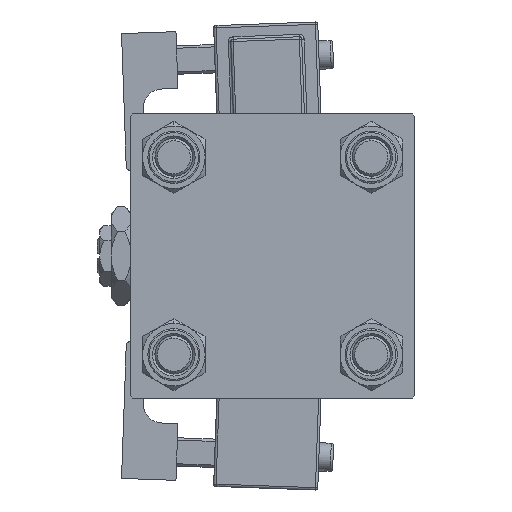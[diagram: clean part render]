
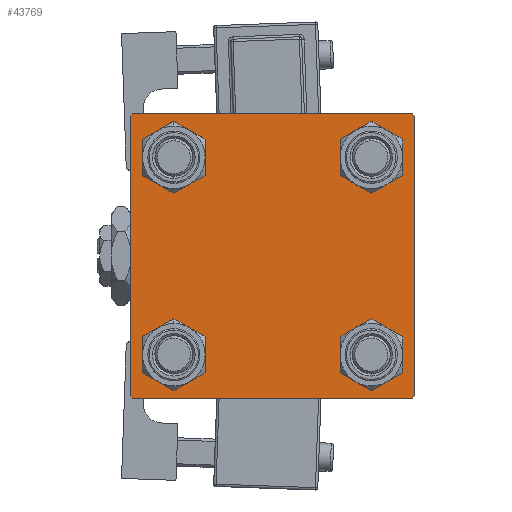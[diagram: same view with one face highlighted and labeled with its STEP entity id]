
A CAD part, left-side view. The second image highlights one B-rep face of the part: STEP entity #43769.
In plain terms, the highlighted planar face has unit normal (-1, 0, 0).
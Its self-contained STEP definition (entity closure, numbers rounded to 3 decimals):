
#45 = EDGE_CURVE ( 'NONE', #4365, #19213, #2593, .T. ) ;
#360 = CARTESIAN_POINT ( 'NONE',  ( 0., -20.85, -16.35 ) ) ;
#1052 = DIRECTION ( 'NONE',  ( 1., 0., 0. ) ) ;
#1110 = VECTOR ( 'NONE', #2678, 1000. ) ;
#1144 = DIRECTION ( 'NONE',  ( 0., 0., 1. ) ) ;
#1190 = AXIS2_PLACEMENT_3D ( 'NONE', #14084, #31020, #5748 ) ;
#1498 = VERTEX_POINT ( 'NONE', #360 ) ;
#2593 = CIRCLE ( 'NONE', #22098, 4.5 ) ;
#2666 = CARTESIAN_POINT ( 'NONE',  ( 0., 20.85, 20.85 ) ) ;
#2678 = DIRECTION ( 'NONE',  ( 0., 0.707, 0.707 ) ) ;
#2713 = ORIENTED_EDGE ( 'NONE', *, *, #5579, .T. ) ;
#3175 = FACE_BOUND ( 'NONE', #29098, .T. ) ;
#3524 = DIRECTION ( 'NONE',  ( 0., 0., -1. ) ) ;
#3651 = DIRECTION ( 'NONE',  ( 0., 0.707, -0.707 ) ) ;
#3731 = DIRECTION ( 'NONE',  ( 0., 0., 1. ) ) ;
#4180 = VERTEX_POINT ( 'NONE', #16898 ) ;
#4199 = VERTEX_POINT ( 'NONE', #42439 ) ;
#4200 = LINE ( 'NONE', #42524, #53557 ) ;
#4365 = VERTEX_POINT ( 'NONE', #7891 ) ;
#4434 = CARTESIAN_POINT ( 'NONE',  ( 0., -29.5, -30. ) ) ;
#4478 = CARTESIAN_POINT ( 'NONE',  ( 0., 20.85, 16.35 ) ) ;
#4558 = CARTESIAN_POINT ( 'NONE',  ( 0., 29.5, 30. ) ) ;
#4749 = VERTEX_POINT ( 'NONE', #4478 ) ;
#5579 = EDGE_CURVE ( 'NONE', #31061, #23769, #19710, .T. ) ;
#5694 = CARTESIAN_POINT ( 'NONE',  ( 0., 30., -30. ) ) ;
#5748 = DIRECTION ( 'NONE',  ( 0., 0., 1. ) ) ;
#5781 = EDGE_CURVE ( 'NONE', #37346, #48388, #20562, .T. ) ;
#6452 = DIRECTION ( 'NONE',  ( 0., 0., 1. ) ) ;
#6575 = VERTEX_POINT ( 'NONE', #4558 ) ;
#6901 = EDGE_LOOP ( 'NONE', ( #9272, #20302 ) ) ;
#7042 = VERTEX_POINT ( 'NONE', #45789 ) ;
#7891 = CARTESIAN_POINT ( 'NONE',  ( 0., 20.85, -25.35 ) ) ;
#8703 = CIRCLE ( 'NONE', #42372, 4.5 ) ;
#9272 = ORIENTED_EDGE ( 'NONE', *, *, #47787, .T. ) ;
#9372 = AXIS2_PLACEMENT_3D ( 'NONE', #43347, #21168, #1144 ) ;
#9391 = EDGE_LOOP ( 'NONE', ( #52605, #10616 ) ) ;
#9668 = DIRECTION ( 'NONE',  ( 0., 0., 1. ) ) ;
#9881 = DIRECTION ( 'NONE',  ( 0., -0.707, 0.707 ) ) ;
#10616 = ORIENTED_EDGE ( 'NONE', *, *, #42809, .T. ) ;
#10735 = EDGE_CURVE ( 'NONE', #6575, #31061, #4200, .T. ) ;
#11173 = EDGE_CURVE ( 'NONE', #35425, #4199, #17653, .T. ) ;
#11287 = DIRECTION ( 'NONE',  ( 1., 0., 0. ) ) ;
#11567 = DIRECTION ( 'NONE',  ( 0., 0., 1. ) ) ;
#12201 = CARTESIAN_POINT ( 'NONE',  ( 0., -29.5, 30. ) ) ;
#12230 = CARTESIAN_POINT ( 'NONE',  ( 0., -20.85, 16.35 ) ) ;
#12349 = VECTOR ( 'NONE', #3524, 1000. ) ;
#12851 = VECTOR ( 'NONE', #9881, 1000. ) ;
#12976 = CARTESIAN_POINT ( 'NONE',  ( 0., -30., 30. ) ) ;
#14084 = CARTESIAN_POINT ( 'NONE',  ( 0., 20.85, 20.85 ) ) ;
#14481 = EDGE_CURVE ( 'NONE', #6575, #28334, #42093, .T. ) ;
#14622 = ORIENTED_EDGE ( 'NONE', *, *, #5781, .T. ) ;
#15408 = FACE_BOUND ( 'NONE', #44336, .T. ) ;
#16231 = DIRECTION ( 'NONE',  ( -1., 0., 0. ) ) ;
#16244 = LINE ( 'NONE', #33180, #37891 ) ;
#16383 = CARTESIAN_POINT ( 'NONE',  ( 0., 30., 29.5 ) ) ;
#16898 = CARTESIAN_POINT ( 'NONE',  ( 0., 29.5, -30. ) ) ;
#17141 = EDGE_CURVE ( 'NONE', #1498, #19767, #33321, .T. ) ;
#17653 = LINE ( 'NONE', #50986, #12851 ) ;
#18305 = EDGE_CURVE ( 'NONE', #48388, #37346, #34245, .T. ) ;
#18767 = VECTOR ( 'NONE', #36651, 1000. ) ;
#19213 = VERTEX_POINT ( 'NONE', #19915 ) ;
#19710 = LINE ( 'NONE', #28870, #18767 ) ;
#19767 = VERTEX_POINT ( 'NONE', #46558 ) ;
#19915 = CARTESIAN_POINT ( 'NONE',  ( 0., 20.85, -16.35 ) ) ;
#19922 = ORIENTED_EDGE ( 'NONE', *, *, #11173, .T. ) ;
#20118 = CARTESIAN_POINT ( 'NONE',  ( 0., 0., 0. ) ) ;
#20302 = ORIENTED_EDGE ( 'NONE', *, *, #45, .T. ) ;
#20357 = EDGE_CURVE ( 'NONE', #23769, #4180, #16244, .T. ) ;
#20437 = CARTESIAN_POINT ( 'NONE',  ( 0., -20.85, -20.85 ) ) ;
#20562 = CIRCLE ( 'NONE', #46268, 4.5 ) ;
#21168 = DIRECTION ( 'NONE',  ( 1., 0., 0. ) ) ;
#22098 = AXIS2_PLACEMENT_3D ( 'NONE', #51408, #42812, #46701 ) ;
#22189 = CIRCLE ( 'NONE', #35465, 4.5 ) ;
#22623 = DIRECTION ( 'NONE',  ( 0., -1., 0. ) ) ;
#22699 = CARTESIAN_POINT ( 'NONE',  ( 0., -20.85, 20.85 ) ) ;
#22711 = AXIS2_PLACEMENT_3D ( 'NONE', #53360, #35613, #6452 ) ;
#23721 = FACE_OUTER_BOUND ( 'NONE', #50699, .T. ) ;
#23728 = CIRCLE ( 'NONE', #45006, 4.5 ) ;
#23769 = VERTEX_POINT ( 'NONE', #27982 ) ;
#24292 = CARTESIAN_POINT ( 'NONE',  ( 0., 20.85, -20.85 ) ) ;
#24337 = CARTESIAN_POINT ( 'NONE',  ( 0., -29.75, 29.75 ) ) ;
#24877 = DIRECTION ( 'NONE',  ( 0., -1., 0. ) ) ;
#25145 = CIRCLE ( 'NONE', #1190, 4.5 ) ;
#26432 = EDGE_CURVE ( 'NONE', #31907, #4749, #25145, .T. ) ;
#26791 = LINE ( 'NONE', #5694, #46466 ) ;
#27553 = EDGE_CURVE ( 'NONE', #7042, #28334, #49873, .T. ) ;
#27847 = EDGE_CURVE ( 'NONE', #4180, #35425, #26791, .T. ) ;
#27982 = CARTESIAN_POINT ( 'NONE',  ( 0., 30., -29.5 ) ) ;
#28334 = VERTEX_POINT ( 'NONE', #12201 ) ;
#28870 = CARTESIAN_POINT ( 'NONE',  ( 0., 30., 30. ) ) ;
#29098 = EDGE_LOOP ( 'NONE', ( #37927, #48599 ) ) ;
#29646 = VECTOR ( 'NONE', #24877, 1000. ) ;
#31020 = DIRECTION ( 'NONE',  ( 1., 0., 0. ) ) ;
#31061 = VERTEX_POINT ( 'NONE', #16383 ) ;
#31907 = VERTEX_POINT ( 'NONE', #49416 ) ;
#32899 = PLANE ( 'NONE',  #53937 ) ;
#33180 = CARTESIAN_POINT ( 'NONE',  ( 0., 29.75, -29.75 ) ) ;
#33321 = CIRCLE ( 'NONE', #9372, 4.5 ) ;
#33324 = ORIENTED_EDGE ( 'NONE', *, *, #44778, .F. ) ;
#34245 = CIRCLE ( 'NONE', #22711, 4.5 ) ;
#35425 = VERTEX_POINT ( 'NONE', #4434 ) ;
#35465 = AXIS2_PLACEMENT_3D ( 'NONE', #24292, #41232, #3731 ) ;
#35613 = DIRECTION ( 'NONE',  ( 1., 0., 0. ) ) ;
#36651 = DIRECTION ( 'NONE',  ( 0., 0., -1. ) ) ;
#37346 = VERTEX_POINT ( 'NONE', #39430 ) ;
#37389 = DIRECTION ( 'NONE',  ( 0., 0., 1. ) ) ;
#37622 = FACE_BOUND ( 'NONE', #6901, .T. ) ;
#37891 = VECTOR ( 'NONE', #46210, 1000. ) ;
#37927 = ORIENTED_EDGE ( 'NONE', *, *, #26432, .T. ) ;
#39430 = CARTESIAN_POINT ( 'NONE',  ( 0., -20.85, 25.35 ) ) ;
#40713 = DIRECTION ( 'NONE',  ( 1., 0., 0. ) ) ;
#41222 = FACE_BOUND ( 'NONE', #9391, .T. ) ;
#41232 = DIRECTION ( 'NONE',  ( 1., 0., 0. ) ) ;
#41549 = ORIENTED_EDGE ( 'NONE', *, *, #14481, .F. ) ;
#42093 = LINE ( 'NONE', #42360, #29646 ) ;
#42360 = CARTESIAN_POINT ( 'NONE',  ( 0., 30., 30. ) ) ;
#42372 = AXIS2_PLACEMENT_3D ( 'NONE', #20437, #40713, #37389 ) ;
#42439 = CARTESIAN_POINT ( 'NONE',  ( 0., -30., -29.5 ) ) ;
#42524 = CARTESIAN_POINT ( 'NONE',  ( 0., 29.75, 29.75 ) ) ;
#42621 = ORIENTED_EDGE ( 'NONE', *, *, #10735, .T. ) ;
#42809 = EDGE_CURVE ( 'NONE', #19767, #1498, #8703, .T. ) ;
#42812 = DIRECTION ( 'NONE',  ( 1., 0., 0. ) ) ;
#42813 = EDGE_CURVE ( 'NONE', #4749, #31907, #23728, .T. ) ;
#43347 = CARTESIAN_POINT ( 'NONE',  ( 0., -20.85, -20.85 ) ) ;
#43769 = ADVANCED_FACE ( 'NONE', ( #15408, #41222, #37622, #3175, #23721 ), #32899, .T. ) ;
#44336 = EDGE_LOOP ( 'NONE', ( #14622, #46057 ) ) ;
#44778 = EDGE_CURVE ( 'NONE', #7042, #4199, #50994, .T. ) ;
#45006 = AXIS2_PLACEMENT_3D ( 'NONE', #2666, #11287, #11567 ) ;
#45789 = CARTESIAN_POINT ( 'NONE',  ( 0., -30., 29.5 ) ) ;
#46057 = ORIENTED_EDGE ( 'NONE', *, *, #18305, .T. ) ;
#46210 = DIRECTION ( 'NONE',  ( 0., -0.707, -0.707 ) ) ;
#46268 = AXIS2_PLACEMENT_3D ( 'NONE', #22699, #1052, #9668 ) ;
#46466 = VECTOR ( 'NONE', #22623, 1000. ) ;
#46558 = CARTESIAN_POINT ( 'NONE',  ( 0., -20.85, -25.35 ) ) ;
#46701 = DIRECTION ( 'NONE',  ( 0., 0., 1. ) ) ;
#47787 = EDGE_CURVE ( 'NONE', #19213, #4365, #22189, .T. ) ;
#48141 = ORIENTED_EDGE ( 'NONE', *, *, #20357, .T. ) ;
#48388 = VERTEX_POINT ( 'NONE', #12230 ) ;
#48599 = ORIENTED_EDGE ( 'NONE', *, *, #42813, .T. ) ;
#49416 = CARTESIAN_POINT ( 'NONE',  ( 0., 20.85, 25.35 ) ) ;
#49818 = DIRECTION ( 'NONE',  ( 0., 0., 1. ) ) ;
#49873 = LINE ( 'NONE', #24337, #1110 ) ;
#50699 = EDGE_LOOP ( 'NONE', ( #2713, #48141, #51502, #19922, #33324, #51214, #41549, #42621 ) ) ;
#50986 = CARTESIAN_POINT ( 'NONE',  ( 0., -29.75, -29.75 ) ) ;
#50994 = LINE ( 'NONE', #12976, #12349 ) ;
#51214 = ORIENTED_EDGE ( 'NONE', *, *, #27553, .T. ) ;
#51408 = CARTESIAN_POINT ( 'NONE',  ( 0., 20.85, -20.85 ) ) ;
#51502 = ORIENTED_EDGE ( 'NONE', *, *, #27847, .T. ) ;
#52605 = ORIENTED_EDGE ( 'NONE', *, *, #17141, .T. ) ;
#53360 = CARTESIAN_POINT ( 'NONE',  ( 0., -20.85, 20.85 ) ) ;
#53557 = VECTOR ( 'NONE', #3651, 1000. ) ;
#53937 = AXIS2_PLACEMENT_3D ( 'NONE', #20118, #16231, #49818 ) ;
